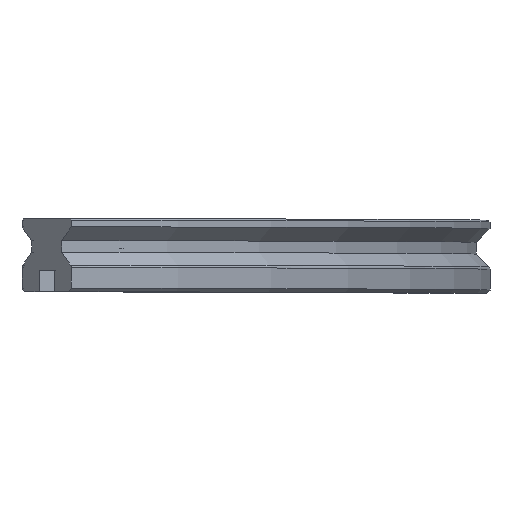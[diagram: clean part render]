
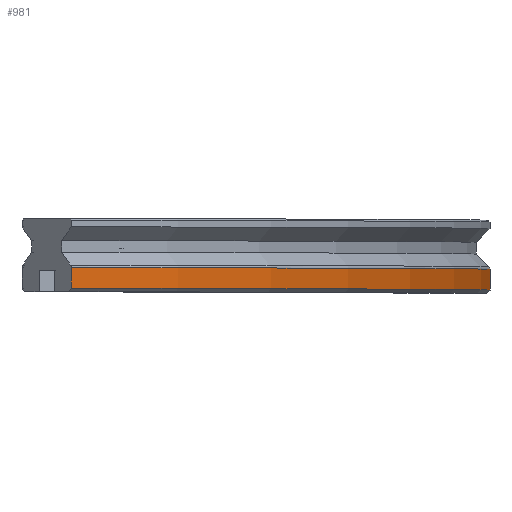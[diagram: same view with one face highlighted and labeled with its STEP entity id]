
A CAD part, top view. The second image highlights one B-rep face of the part: STEP entity #981.
In plain terms, the highlighted cylindrical face has radius 410 mm (diameter 820 mm), a partial arc.
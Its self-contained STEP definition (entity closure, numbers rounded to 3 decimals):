
#60 = EDGE_CURVE ( 'NONE', #101, #1426, #1018, .T. ) ;
#101 = VERTEX_POINT ( 'NONE', #550 ) ;
#267 = CIRCLE ( 'NONE', #1346, 410. ) ;
#292 = DIRECTION ( 'NONE',  ( 0., 1., 0. ) ) ;
#304 = CARTESIAN_POINT ( 'NONE',  ( -110.086, 1., 289.914 ) ) ;
#382 = DIRECTION ( 'NONE',  ( 0., 0., 1. ) ) ;
#529 = FACE_OUTER_BOUND ( 'NONE', #1631, .T. ) ;
#546 = VECTOR ( 'NONE', #292, 1000. ) ;
#550 = CARTESIAN_POINT ( 'NONE',  ( -110.086, 6.936, 289.914 ) ) ;
#645 = DIRECTION ( 'NONE',  ( 0., 1., 0. ) ) ;
#672 = CARTESIAN_POINT ( 'NONE',  ( 10., 1., 0. ) ) ;
#673 = CARTESIAN_POINT ( 'NONE',  ( -400., 6.936, 0. ) ) ;
#705 = DIRECTION ( 'NONE',  ( 0., 1., 0. ) ) ;
#797 = CARTESIAN_POINT ( 'NONE',  ( -110.086, 1., 289.914 ) ) ;
#810 = AXIS2_PLACEMENT_3D ( 'NONE', #673, #1258, #1704 ) ;
#924 = EDGE_CURVE ( 'NONE', #1381, #1467, #267, .T. ) ;
#981 = ADVANCED_FACE ( 'NONE', ( #529 ), #1853, .T. ) ;
#1001 = ORIENTED_EDGE ( 'NONE', *, *, #924, .T. ) ;
#1009 = AXIS2_PLACEMENT_3D ( 'NONE', #1294, #1579, #382 ) ;
#1018 = CIRCLE ( 'NONE', #810, 410. ) ;
#1047 = ORIENTED_EDGE ( 'NONE', *, *, #1454, .T. ) ;
#1114 = EDGE_CURVE ( 'NONE', #1381, #101, #1615, .T. ) ;
#1258 = DIRECTION ( 'NONE',  ( 0., 1., 0. ) ) ;
#1271 = CARTESIAN_POINT ( 'NONE',  ( -400., 1., 0. ) ) ;
#1287 = ORIENTED_EDGE ( 'NONE', *, *, #1114, .F. ) ;
#1294 = CARTESIAN_POINT ( 'NONE',  ( -400., 0., 0. ) ) ;
#1346 = AXIS2_PLACEMENT_3D ( 'NONE', #1271, #705, #1738 ) ;
#1375 = CARTESIAN_POINT ( 'NONE',  ( 10., 6.936, 0. ) ) ;
#1381 = VERTEX_POINT ( 'NONE', #797 ) ;
#1401 = CARTESIAN_POINT ( 'NONE',  ( 10., 1., 0. ) ) ;
#1426 = VERTEX_POINT ( 'NONE', #1375 ) ;
#1454 = EDGE_CURVE ( 'NONE', #1467, #1426, #1703, .T. ) ;
#1467 = VERTEX_POINT ( 'NONE', #1401 ) ;
#1579 = DIRECTION ( 'NONE',  ( 0., 1., 0. ) ) ;
#1615 = LINE ( 'NONE', #304, #546 ) ;
#1631 = EDGE_LOOP ( 'NONE', ( #1887, #1287, #1001, #1047 ) ) ;
#1703 = LINE ( 'NONE', #672, #1901 ) ;
#1704 = DIRECTION ( 'NONE',  ( 0.707, 0., 0.707 ) ) ;
#1738 = DIRECTION ( 'NONE',  ( 0.707, 0., 0.707 ) ) ;
#1853 = CYLINDRICAL_SURFACE ( 'NONE', #1009, 410. ) ;
#1887 = ORIENTED_EDGE ( 'NONE', *, *, #60, .F. ) ;
#1901 = VECTOR ( 'NONE', #645, 1000. ) ;
